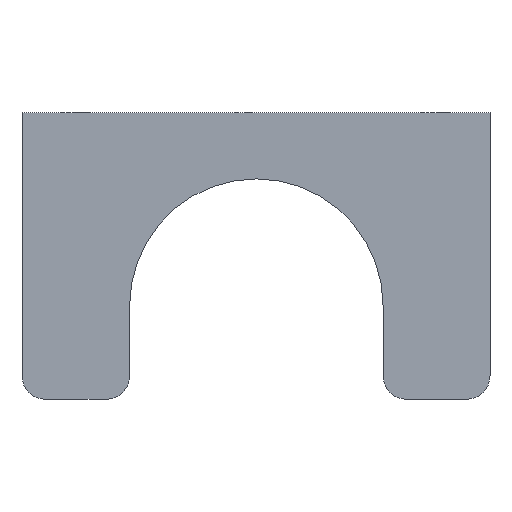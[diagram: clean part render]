
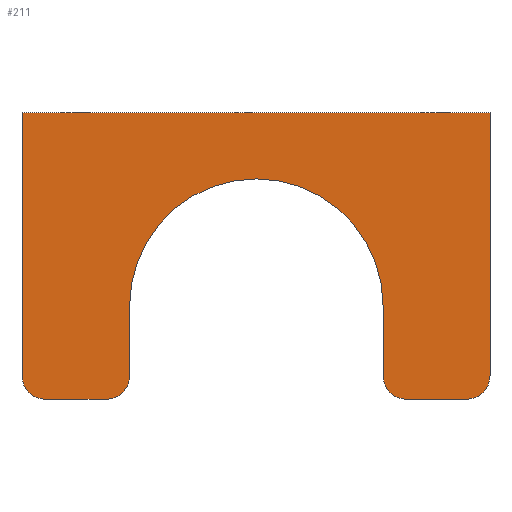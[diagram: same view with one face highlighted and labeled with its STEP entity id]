
A CAD part, front view. The second image highlights one B-rep face of the part: STEP entity #211.
In plain terms, the highlighted planar face has unit normal (0, -1, 0).
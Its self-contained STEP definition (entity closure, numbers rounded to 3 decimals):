
#5 = AXIS2_PLACEMENT_3D ( 'NONE', #611, #113, #517 ) ;
#6 = CARTESIAN_POINT ( 'NONE',  ( 19.97, 0., 16.48 ) ) ;
#8 = AXIS2_PLACEMENT_3D ( 'NONE', #359, #545, #43 ) ;
#12 = VECTOR ( 'NONE', #522, 1000. ) ;
#18 = CARTESIAN_POINT ( 'NONE',  ( -18.03, 0., -8. ) ) ;
#25 = VECTOR ( 'NONE', #69, 1000. ) ;
#34 = VECTOR ( 'NONE', #260, 1000. ) ;
#43 = DIRECTION ( 'NONE',  ( 0., 0., 1. ) ) ;
#45 = AXIS2_PLACEMENT_3D ( 'NONE', #381, #125, #391 ) ;
#50 = VECTOR ( 'NONE', #544, 1000. ) ;
#51 = ORIENTED_EDGE ( 'NONE', *, *, #328, .F. ) ;
#58 = VERTEX_POINT ( 'NONE', #282 ) ;
#60 = ORIENTED_EDGE ( 'NONE', *, *, #202, .F. ) ;
#61 = CARTESIAN_POINT ( 'NONE',  ( -18.03, 0., -6. ) ) ;
#69 = DIRECTION ( 'NONE',  ( -1., 0., 0. ) ) ;
#75 = ORIENTED_EDGE ( 'NONE', *, *, #551, .F. ) ;
#90 = CARTESIAN_POINT ( 'NONE',  ( 10.83, 0., 0. ) ) ;
#99 = VERTEX_POINT ( 'NONE', #173 ) ;
#100 = VERTEX_POINT ( 'NONE', #174 ) ;
#103 = EDGE_CURVE ( 'NONE', #311, #58, #380, .T. ) ;
#107 = AXIS2_PLACEMENT_3D ( 'NONE', #61, #266, #257 ) ;
#113 = DIRECTION ( 'NONE',  ( 0., -1., 0. ) ) ;
#125 = DIRECTION ( 'NONE',  ( 0., -1., 0. ) ) ;
#135 = VERTEX_POINT ( 'NONE', #179 ) ;
#141 = EDGE_CURVE ( 'NONE', #349, #490, #620, .T. ) ;
#143 = CARTESIAN_POINT ( 'NONE',  ( -12.83, 0., -8. ) ) ;
#144 = LINE ( 'NONE', #90, #50 ) ;
#147 = CARTESIAN_POINT ( 'NONE',  ( -20.03, 0., 16.48 ) ) ;
#149 = CARTESIAN_POINT ( 'NONE',  ( 10.83, 0., -6. ) ) ;
#150 = CIRCLE ( 'NONE', #107, 2. ) ;
#151 = ORIENTED_EDGE ( 'NONE', *, *, #141, .F. ) ;
#159 = VECTOR ( 'NONE', #536, 1000. ) ;
#167 = LINE ( 'NONE', #509, #34 ) ;
#173 = CARTESIAN_POINT ( 'NONE',  ( -10.83, 0., 0. ) ) ;
#174 = CARTESIAN_POINT ( 'NONE',  ( -10.83, 0., -6. ) ) ;
#177 = AXIS2_PLACEMENT_3D ( 'NONE', #530, #396, #488 ) ;
#179 = CARTESIAN_POINT ( 'NONE',  ( -20.03, 0., -6. ) ) ;
#185 = ORIENTED_EDGE ( 'NONE', *, *, #103, .T. ) ;
#188 = CARTESIAN_POINT ( 'NONE',  ( -20.03, 0., -8. ) ) ;
#192 = VERTEX_POINT ( 'NONE', #435 ) ;
#202 = EDGE_CURVE ( 'NONE', #99, #100, #593, .T. ) ;
#211 = ADVANCED_FACE ( 'NONE', ( #608 ), #239, .F. ) ;
#231 = CIRCLE ( 'NONE', #5, 2. ) ;
#233 = EDGE_CURVE ( 'NONE', #135, #635, #240, .T. ) ;
#234 = ORIENTED_EDGE ( 'NONE', *, *, #285, .F. ) ;
#239 = PLANE ( 'NONE',  #177 ) ;
#240 = LINE ( 'NONE', #188, #518 ) ;
#243 = ORIENTED_EDGE ( 'NONE', *, *, #319, .F. ) ;
#244 = DIRECTION ( 'NONE',  ( 0., 0., 1. ) ) ;
#249 = CIRCLE ( 'NONE', #8, 2. ) ;
#252 = VERTEX_POINT ( 'NONE', #584 ) ;
#257 = DIRECTION ( 'NONE',  ( 0., 0., 1. ) ) ;
#260 = DIRECTION ( 'NONE',  ( 0., 0., -1. ) ) ;
#266 = DIRECTION ( 'NONE',  ( 0., -1., 0. ) ) ;
#267 = VECTOR ( 'NONE', #351, 1000. ) ;
#282 = CARTESIAN_POINT ( 'NONE',  ( 12.83, 0., -8. ) ) ;
#285 = EDGE_CURVE ( 'NONE', #252, #99, #562, .T. ) ;
#290 = ORIENTED_EDGE ( 'NONE', *, *, #597, .T. ) ;
#301 = LINE ( 'NONE', #378, #25 ) ;
#311 = VERTEX_POINT ( 'NONE', #149 ) ;
#317 = VERTEX_POINT ( 'NONE', #343 ) ;
#319 = EDGE_CURVE ( 'NONE', #311, #252, #144, .T. ) ;
#324 = ORIENTED_EDGE ( 'NONE', *, *, #387, .T. ) ;
#328 = EDGE_CURVE ( 'NONE', #635, #422, #541, .T. ) ;
#336 = CARTESIAN_POINT ( 'NONE',  ( 0., 0., 0. ) ) ;
#341 = DIRECTION ( 'NONE',  ( 0., 0., 1. ) ) ;
#343 = CARTESIAN_POINT ( 'NONE',  ( 17.97, 0., -8. ) ) ;
#349 = VERTEX_POINT ( 'NONE', #143 ) ;
#351 = DIRECTION ( 'NONE',  ( 1., 0., 0. ) ) ;
#359 = CARTESIAN_POINT ( 'NONE',  ( -12.83, 0., -6. ) ) ;
#366 = EDGE_LOOP ( 'NONE', ( #75, #290, #614, #51, #407, #555, #151, #324, #60, #234, #243, #185 ) ) ;
#378 = CARTESIAN_POINT ( 'NONE',  ( 10.83, 0., -8. ) ) ;
#380 = CIRCLE ( 'NONE', #45, 2. ) ;
#381 = CARTESIAN_POINT ( 'NONE',  ( 12.83, 0., -6. ) ) ;
#387 = EDGE_CURVE ( 'NONE', #349, #100, #249, .T. ) ;
#391 = DIRECTION ( 'NONE',  ( 0., 0., 1. ) ) ;
#396 = DIRECTION ( 'NONE',  ( 0., 1., 0. ) ) ;
#401 = EDGE_CURVE ( 'NONE', #135, #490, #150, .T. ) ;
#407 = ORIENTED_EDGE ( 'NONE', *, *, #233, .F. ) ;
#422 = VERTEX_POINT ( 'NONE', #6 ) ;
#434 = EDGE_CURVE ( 'NONE', #422, #192, #167, .T. ) ;
#435 = CARTESIAN_POINT ( 'NONE',  ( 19.97, 0., -6. ) ) ;
#488 = DIRECTION ( 'NONE',  ( 0., 0., 1. ) ) ;
#490 = VERTEX_POINT ( 'NONE', #18 ) ;
#491 = DIRECTION ( 'NONE',  ( 0., -1., 0. ) ) ;
#495 = AXIS2_PLACEMENT_3D ( 'NONE', #336, #491, #244 ) ;
#509 = CARTESIAN_POINT ( 'NONE',  ( 19.97, 0., -8. ) ) ;
#515 = CARTESIAN_POINT ( 'NONE',  ( -20.03, 0., 16.48 ) ) ;
#517 = DIRECTION ( 'NONE',  ( 0., 0., 1. ) ) ;
#518 = VECTOR ( 'NONE', #341, 1000. ) ;
#522 = DIRECTION ( 'NONE',  ( -1., 0., 0. ) ) ;
#530 = CARTESIAN_POINT ( 'NONE',  ( 0., 0., 0. ) ) ;
#536 = DIRECTION ( 'NONE',  ( 0., 0., -1. ) ) ;
#541 = LINE ( 'NONE', #147, #267 ) ;
#544 = DIRECTION ( 'NONE',  ( 0., 0., 1. ) ) ;
#545 = DIRECTION ( 'NONE',  ( 0., -1., 0. ) ) ;
#551 = EDGE_CURVE ( 'NONE', #317, #58, #301, .T. ) ;
#555 = ORIENTED_EDGE ( 'NONE', *, *, #401, .T. ) ;
#562 = CIRCLE ( 'NONE', #495, 10.83 ) ;
#584 = CARTESIAN_POINT ( 'NONE',  ( 10.83, 0., 0. ) ) ;
#593 = LINE ( 'NONE', #622, #159 ) ;
#597 = EDGE_CURVE ( 'NONE', #317, #192, #231, .T. ) ;
#608 = FACE_OUTER_BOUND ( 'NONE', #366, .T. ) ;
#611 = CARTESIAN_POINT ( 'NONE',  ( 17.97, 0., -6. ) ) ;
#614 = ORIENTED_EDGE ( 'NONE', *, *, #434, .F. ) ;
#619 = CARTESIAN_POINT ( 'NONE',  ( -20.03, 0., -8. ) ) ;
#620 = LINE ( 'NONE', #619, #12 ) ;
#622 = CARTESIAN_POINT ( 'NONE',  ( -10.83, 0., 0. ) ) ;
#635 = VERTEX_POINT ( 'NONE', #515 ) ;
